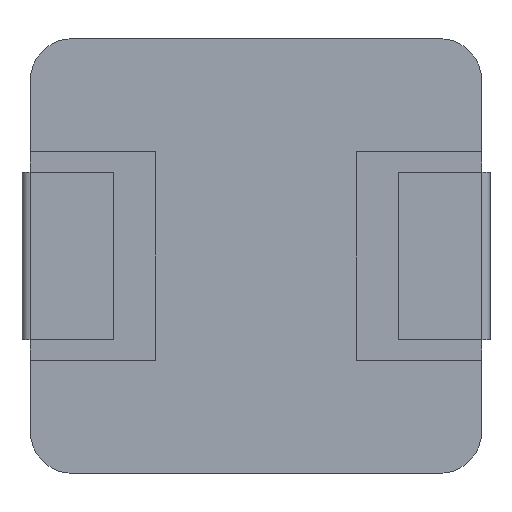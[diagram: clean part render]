
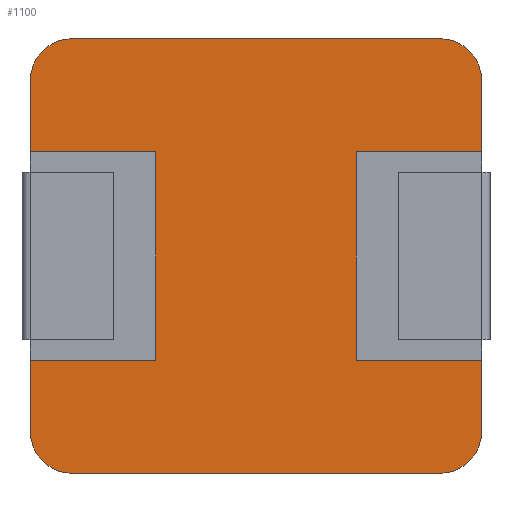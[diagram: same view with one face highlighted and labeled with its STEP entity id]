
A CAD part, front view. The second image highlights one B-rep face of the part: STEP entity #1100.
In plain terms, the highlighted planar face has unit normal (0, -1, 0).
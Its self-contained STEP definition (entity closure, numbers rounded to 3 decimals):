
#664 = CARTESIAN_POINT ( 'NONE',  ( 2.2, -1.45, -2.6 ) ) ;
#674 = CARTESIAN_POINT ( 'NONE',  ( -1.2, -1.45, -1.25 ) ) ;
#697 = CARTESIAN_POINT ( 'NONE',  ( -2.7, -1.45, 1.25 ) ) ;
#714 = CARTESIAN_POINT ( 'NONE',  ( -2.2, -1.45, -2.6 ) ) ;
#751 = CARTESIAN_POINT ( 'NONE',  ( 1.2, -1.45, -1.25 ) ) ;
#1100 = ADVANCED_FACE ( 'NONE', ( #8849 ), #5106, .T. ) ;
#1532 = VECTOR ( 'NONE', #5793, 1000. ) ;
#1984 = CARTESIAN_POINT ( 'NONE',  ( -2.2, -1.45, 2.1 ) ) ;
#1997 = LINE ( 'NONE', #1998, #6498 ) ;
#1998 = CARTESIAN_POINT ( 'NONE',  ( -1.2, -1.45, 1.25 ) ) ;
#1999 = DIRECTION ( 'NONE',  ( 0., 0., 1. ) ) ;
#2000 = DIRECTION ( 'NONE',  ( 0., -1., 0. ) ) ;
#2001 = DIRECTION ( 'NONE',  ( 0., 0., -1. ) ) ;
#2002 = CARTESIAN_POINT ( 'NONE',  ( 2.2, -1.45, 2.1 ) ) ;
#2003 = LINE ( 'NONE', #2004, #6499 ) ;
#2004 = CARTESIAN_POINT ( 'NONE',  ( -2.7, -1.45, 1.25 ) ) ;
#2005 = DIRECTION ( 'NONE',  ( -1., 0., 0. ) ) ;
#2015 = LINE ( 'NONE', #2016, #6504 ) ;
#2016 = CARTESIAN_POINT ( 'NONE',  ( 2.7, -1.45, 1.25 ) ) ;
#2017 = DIRECTION ( 'NONE',  ( -1., 0., 0. ) ) ;
#2018 = LINE ( 'NONE', #2019, #6505 ) ;
#2019 = CARTESIAN_POINT ( 'NONE',  ( 1.2, -1.45, 1.25 ) ) ;
#2020 = DIRECTION ( 'NONE',  ( 0., 0., -1. ) ) ;
#2039 = DIRECTION ( 'NONE',  ( 0., -1., 0. ) ) ;
#2040 = DIRECTION ( 'NONE',  ( 0., 0., -1. ) ) ;
#2041 = CARTESIAN_POINT ( 'NONE',  ( 2.2, -1.45, -2.1 ) ) ;
#2051 = LINE ( 'NONE', #2052, #6515 ) ;
#2052 = CARTESIAN_POINT ( 'NONE',  ( 2.7, -1.45, -1.25 ) ) ;
#2053 = DIRECTION ( 'NONE',  ( 1., 0., 0. ) ) ;
#2054 = DIRECTION ( 'NONE',  ( 0., -1., 0. ) ) ;
#2055 = DIRECTION ( 'NONE',  ( 0., 0., -1. ) ) ;
#2056 = CARTESIAN_POINT ( 'NONE',  ( -2.2, -1.45, -2.1 ) ) ;
#2057 = LINE ( 'NONE', #2058, #6516 ) ;
#2058 = CARTESIAN_POINT ( 'NONE',  ( -2.7, -1.45, -1.25 ) ) ;
#2059 = DIRECTION ( 'NONE',  ( 1., 0., 0. ) ) ;
#2060 = DIRECTION ( 'NONE',  ( 0., -1., 0. ) ) ;
#2061 = DIRECTION ( 'NONE',  ( 0., 0., -1. ) ) ;
#2069 = LINE ( 'NONE', #2070, #6519 ) ;
#2070 = CARTESIAN_POINT ( 'NONE',  ( 2.7, -1.45, -2.6 ) ) ;
#2071 = DIRECTION ( 'NONE',  ( -1., 0., 0. ) ) ;
#3661 = CARTESIAN_POINT ( 'NONE',  ( -1.2, -1.45, 1.25 ) ) ;
#3670 = CARTESIAN_POINT ( 'NONE',  ( 2.7, -1.45, -1.25 ) ) ;
#3671 = CARTESIAN_POINT ( 'NONE',  ( -2.7, -1.45, -1.25 ) ) ;
#3673 = CARTESIAN_POINT ( 'NONE',  ( 2.7, -1.45, -2.1 ) ) ;
#3675 = CARTESIAN_POINT ( 'NONE',  ( -2.7, -1.45, -2.1 ) ) ;
#3678 = CARTESIAN_POINT ( 'NONE',  ( -2.7, -1.45, 2.1 ) ) ;
#3679 = CARTESIAN_POINT ( 'NONE',  ( 2.7, -1.45, 2.1 ) ) ;
#3680 = CARTESIAN_POINT ( 'NONE',  ( 2.7, -1.45, 1.25 ) ) ;
#3726 = CARTESIAN_POINT ( 'NONE',  ( 2.2, -1.45, 2.6 ) ) ;
#3755 = CARTESIAN_POINT ( 'NONE',  ( -2.2, -1.45, 2.6 ) ) ;
#3759 = CARTESIAN_POINT ( 'NONE',  ( 1.2, -1.45, 1.25 ) ) ;
#5106 = PLANE ( 'NONE',  #9727 ) ;
#5107 = CARTESIAN_POINT ( 'NONE',  ( 0., -1.45, 0. ) ) ;
#5108 = DIRECTION ( 'NONE',  ( 0., -1., 0. ) ) ;
#5109 = DIRECTION ( 'NONE',  ( 0., 0., -1. ) ) ;
#5413 = VECTOR ( 'NONE', #5653, 1000. ) ;
#5428 = VECTOR ( 'NONE', #9678, 1000. ) ;
#5651 = LINE ( 'NONE', #5652, #5413 ) ;
#5652 = CARTESIAN_POINT ( 'NONE',  ( 2.7, -1.45, -2.6 ) ) ;
#5653 = DIRECTION ( 'NONE',  ( 0., 0., -1. ) ) ;
#5722 = VECTOR ( 'NONE', #7267, 1000. ) ;
#5729 = VECTOR ( 'NONE', #7288, 1000. ) ;
#5791 = LINE ( 'NONE', #5792, #1532 ) ;
#5792 = CARTESIAN_POINT ( 'NONE',  ( -2.7, -1.45, -2.6 ) ) ;
#5793 = DIRECTION ( 'NONE',  ( 0., 0., 1. ) ) ;
#6485 = AXIS2_PLACEMENT_3D ( 'NONE', #2041, #2054, #2055 ) ;
#6493 = AXIS2_PLACEMENT_3D ( 'NONE', #2056, #2060, #2061 ) ;
#6497 = AXIS2_PLACEMENT_3D ( 'NONE', #1984, #2000, #2001 ) ;
#6498 = VECTOR ( 'NONE', #1999, 1000. ) ;
#6499 = VECTOR ( 'NONE', #2005, 1000. ) ;
#6503 = AXIS2_PLACEMENT_3D ( 'NONE', #2002, #2039, #2040 ) ;
#6504 = VECTOR ( 'NONE', #2017, 1000. ) ;
#6505 = VECTOR ( 'NONE', #2020, 1000. ) ;
#6515 = VECTOR ( 'NONE', #2053, 1000. ) ;
#6516 = VECTOR ( 'NONE', #2059, 1000. ) ;
#6519 = VECTOR ( 'NONE', #2071, 1000. ) ;
#6946 = VERTEX_POINT ( 'NONE', #664 ) ;
#6963 = ORIENTED_EDGE ( 'NONE', *, *, #8120, .F. ) ;
#6964 = ORIENTED_EDGE ( 'NONE', *, *, #11559, .F. ) ;
#6979 = ORIENTED_EDGE ( 'NONE', *, *, #11561, .F. ) ;
#6980 = ORIENTED_EDGE ( 'NONE', *, *, #11560, .T. ) ;
#6981 = VERTEX_POINT ( 'NONE', #674 ) ;
#7037 = ORIENTED_EDGE ( 'NONE', *, *, #11577, .F. ) ;
#7040 = ORIENTED_EDGE ( 'NONE', *, *, #11573, .T. ) ;
#7042 = ORIENTED_EDGE ( 'NONE', *, *, #8210, .F. ) ;
#7044 = VERTEX_POINT ( 'NONE', #697 ) ;
#7046 = ORIENTED_EDGE ( 'NONE', *, *, #8058, .F. ) ;
#7052 = ORIENTED_EDGE ( 'NONE', *, *, #11566, .F. ) ;
#7053 = ORIENTED_EDGE ( 'NONE', *, *, #11565, .F. ) ;
#7057 = ORIENTED_EDGE ( 'NONE', *, *, #8203, .F. ) ;
#7061 = ORIENTED_EDGE ( 'NONE', *, *, #11579, .F. ) ;
#7085 = VERTEX_POINT ( 'NONE', #714 ) ;
#7132 = ORIENTED_EDGE ( 'NONE', *, *, #11580, .T. ) ;
#7153 = ORIENTED_EDGE ( 'NONE', *, *, #8094, .F. ) ;
#7156 = ORIENTED_EDGE ( 'NONE', *, *, #11578, .T. ) ;
#7160 = ORIENTED_EDGE ( 'NONE', *, *, #11583, .F. ) ;
#7165 = VERTEX_POINT ( 'NONE', #751 ) ;
#7265 = LINE ( 'NONE', #7266, #5722 ) ;
#7266 = CARTESIAN_POINT ( 'NONE',  ( 2.7, -1.45, -2.6 ) ) ;
#7267 = DIRECTION ( 'NONE',  ( 0., 0., -1. ) ) ;
#7286 = LINE ( 'NONE', #7287, #5729 ) ;
#7287 = CARTESIAN_POINT ( 'NONE',  ( 2.7, -1.45, 2.6 ) ) ;
#7288 = DIRECTION ( 'NONE',  ( 1., 0., 0. ) ) ;
#8058 = EDGE_CURVE ( 'NONE', #7044, #9011, #5791, .T. ) ;
#8094 = EDGE_CURVE ( 'NONE', #9003, #9006, #5651, .T. ) ;
#8099 = CIRCLE ( 'NONE', #6493, 0.5 ) ;
#8100 = CIRCLE ( 'NONE', #6485, 0.5 ) ;
#8102 = CIRCLE ( 'NONE', #6503, 0.5 ) ;
#8115 = CIRCLE ( 'NONE', #6497, 0.5 ) ;
#8120 = EDGE_CURVE ( 'NONE', #9008, #9004, #9676, .T. ) ;
#8203 = EDGE_CURVE ( 'NONE', #9012, #9013, #7265, .T. ) ;
#8210 = EDGE_CURVE ( 'NONE', #9258, #9198, #7286, .T. ) ;
#8849 = FACE_OUTER_BOUND ( 'NONE', #9229, .T. ) ;
#8994 = VERTEX_POINT ( 'NONE', #3661 ) ;
#9003 = VERTEX_POINT ( 'NONE', #3670 ) ;
#9004 = VERTEX_POINT ( 'NONE', #3671 ) ;
#9006 = VERTEX_POINT ( 'NONE', #3673 ) ;
#9008 = VERTEX_POINT ( 'NONE', #3675 ) ;
#9011 = VERTEX_POINT ( 'NONE', #3678 ) ;
#9012 = VERTEX_POINT ( 'NONE', #3679 ) ;
#9013 = VERTEX_POINT ( 'NONE', #3680 ) ;
#9198 = VERTEX_POINT ( 'NONE', #3726 ) ;
#9229 = EDGE_LOOP ( 'NONE', ( #7042, #6980, #7046, #6979, #6964, #7061, #6963, #7132, #7160, #7156, #7153, #7037, #7052, #7053, #7057, #7040 ) ) ;
#9258 = VERTEX_POINT ( 'NONE', #3755 ) ;
#9262 = VERTEX_POINT ( 'NONE', #3759 ) ;
#9676 = LINE ( 'NONE', #9677, #5428 ) ;
#9677 = CARTESIAN_POINT ( 'NONE',  ( -2.7, -1.45, -2.6 ) ) ;
#9678 = DIRECTION ( 'NONE',  ( 0., 0., 1. ) ) ;
#9727 = AXIS2_PLACEMENT_3D ( 'NONE', #5107, #5108, #5109 ) ;
#11559 = EDGE_CURVE ( 'NONE', #6981, #8994, #1997, .T. ) ;
#11560 = EDGE_CURVE ( 'NONE', #9258, #9011, #8115, .T. ) ;
#11561 = EDGE_CURVE ( 'NONE', #8994, #7044, #2003, .T. ) ;
#11565 = EDGE_CURVE ( 'NONE', #9013, #9262, #2015, .T. ) ;
#11566 = EDGE_CURVE ( 'NONE', #9262, #7165, #2018, .T. ) ;
#11573 = EDGE_CURVE ( 'NONE', #9012, #9198, #8102, .T. ) ;
#11577 = EDGE_CURVE ( 'NONE', #7165, #9003, #2051, .T. ) ;
#11578 = EDGE_CURVE ( 'NONE', #6946, #9006, #8100, .T. ) ;
#11579 = EDGE_CURVE ( 'NONE', #9004, #6981, #2057, .T. ) ;
#11580 = EDGE_CURVE ( 'NONE', #9008, #7085, #8099, .T. ) ;
#11583 = EDGE_CURVE ( 'NONE', #6946, #7085, #2069, .T. ) ;
